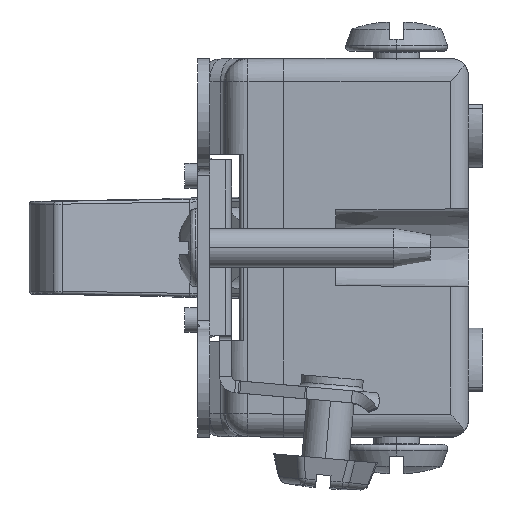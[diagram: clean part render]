
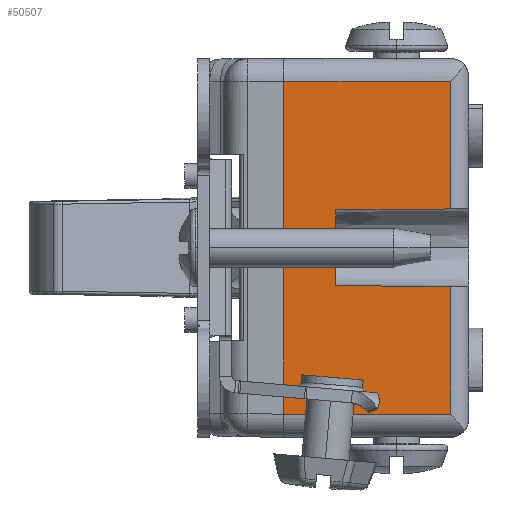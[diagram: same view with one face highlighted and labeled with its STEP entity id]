
A CAD part, left-side view. The second image highlights one B-rep face of the part: STEP entity #50507.
In plain terms, the highlighted planar face has unit normal (-1, 0, 0).
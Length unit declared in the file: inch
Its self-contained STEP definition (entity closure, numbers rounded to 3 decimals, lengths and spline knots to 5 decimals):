
#611 = ORIENTED_EDGE ( 'NONE', *, *, #39783, .F. ) ;
#1688 = CARTESIAN_POINT ( 'NONE',  ( -1.6495, -0.57782, 0. ) ) ;
#1896 = CARTESIAN_POINT ( 'NONE',  ( -1.6495, -0.18, 0.131 ) ) ;
#4088 = LINE ( 'NONE', #10535, #16004 ) ;
#4986 = ORIENTED_EDGE ( 'NONE', *, *, #28624, .T. ) ;
#6781 = EDGE_CURVE ( 'NONE', #43676, #15737, #36204, .T. ) ;
#7485 = DIRECTION ( 'NONE',  ( 0., 1., 0.009 ) ) ;
#9544 = VECTOR ( 'NONE', #22142, 39.37008 ) ;
#9774 = CARTESIAN_POINT ( 'NONE',  ( -1.6495, -0.18, -0.131 ) ) ;
#10046 = ORIENTED_EDGE ( 'NONE', *, *, #43865, .T. ) ;
#10535 = CARTESIAN_POINT ( 'NONE',  ( -1.6495, -0.31333, 0.576 ) ) ;
#11077 = CARTESIAN_POINT ( 'NONE',  ( -1.6495, -0.18, 0.131 ) ) ;
#12371 = CARTESIAN_POINT ( 'NONE',  ( -1.6495, -0.57782, -0.13447 ) ) ;
#12933 = CARTESIAN_POINT ( 'NONE',  ( -1.6495, -0.18, 0. ) ) ;
#13550 = ORIENTED_EDGE ( 'NONE', *, *, #36231, .T. ) ;
#13646 = CARTESIAN_POINT ( 'NONE',  ( -1.6495, -0.57782, -0.576 ) ) ;
#14439 = CARTESIAN_POINT ( 'NONE',  ( -1.6495, 0., -0.576 ) ) ;
#14715 = VERTEX_POINT ( 'NONE', #12371 ) ;
#15226 = DIRECTION ( 'NONE',  ( 0., 0., 1. ) ) ;
#15687 = CARTESIAN_POINT ( 'NONE',  ( -1.6495, -0.57782, -0.13447 ) ) ;
#15737 = VERTEX_POINT ( 'NONE', #11077 ) ;
#15830 = ORIENTED_EDGE ( 'NONE', *, *, #37033, .T. ) ;
#16004 = VECTOR ( 'NONE', #33981, 39.37008 ) ;
#16928 = DIRECTION ( 'NONE',  ( 0., 0., 1. ) ) ;
#18750 = AXIS2_PLACEMENT_3D ( 'NONE', #43008, #47074, #34465 ) ;
#19223 = CARTESIAN_POINT ( 'NONE',  ( -1.6495, -0.57782, 0.13447 ) ) ;
#21433 = LINE ( 'NONE', #1688, #46482 ) ;
#22142 = DIRECTION ( 'NONE',  ( 0., 0., 1. ) ) ;
#22312 = EDGE_CURVE ( 'NONE', #29264, #26985, #41418, .T. ) ;
#25157 = VECTOR ( 'NONE', #7485, 39.37008 ) ;
#25276 = DIRECTION ( 'NONE',  ( 0., -1., 0. ) ) ;
#26125 = CARTESIAN_POINT ( 'NONE',  ( -1.6495, 0., 0.576 ) ) ;
#26539 = VERTEX_POINT ( 'NONE', #19223 ) ;
#26985 = VERTEX_POINT ( 'NONE', #26125 ) ;
#28528 = LINE ( 'NONE', #1896, #30416 ) ;
#28600 = EDGE_LOOP ( 'NONE', ( #30302, #15830, #48996, #10046, #32100, #4986, #13550, #611 ) ) ;
#28624 = EDGE_CURVE ( 'NONE', #15737, #26539, #28528, .T. ) ;
#29264 = VERTEX_POINT ( 'NONE', #14439 ) ;
#29685 = DIRECTION ( 'NONE',  ( 0., 0., 1. ) ) ;
#30302 = ORIENTED_EDGE ( 'NONE', *, *, #22312, .F. ) ;
#30416 = VECTOR ( 'NONE', #37253, 39.37008 ) ;
#30731 = LINE ( 'NONE', #15687, #25157 ) ;
#32100 = ORIENTED_EDGE ( 'NONE', *, *, #6781, .T. ) ;
#32612 = EDGE_CURVE ( 'NONE', #40283, #14715, #21433, .T. ) ;
#33981 = DIRECTION ( 'NONE',  ( 0., -1., 0. ) ) ;
#34465 = DIRECTION ( 'NONE',  ( 0., 0., 1. ) ) ;
#36006 = VERTEX_POINT ( 'NONE', #49458 ) ;
#36204 = LINE ( 'NONE', #12933, #51845 ) ;
#36231 = EDGE_CURVE ( 'NONE', #26539, #36006, #46511, .T. ) ;
#37033 = EDGE_CURVE ( 'NONE', #29264, #40283, #46989, .T. ) ;
#37253 = DIRECTION ( 'NONE',  ( 0., -1., 0.009 ) ) ;
#37309 = CARTESIAN_POINT ( 'NONE',  ( -1.6495, -0.28891, -0.576 ) ) ;
#37708 = CARTESIAN_POINT ( 'NONE',  ( -1.6495, 0., 0. ) ) ;
#39783 = EDGE_CURVE ( 'NONE', #26985, #36006, #4088, .T. ) ;
#40283 = VERTEX_POINT ( 'NONE', #13646 ) ;
#41418 = LINE ( 'NONE', #37708, #9544 ) ;
#43008 = CARTESIAN_POINT ( 'NONE',  ( -1.6495, -0.57793, -0.57612 ) ) ;
#43676 = VERTEX_POINT ( 'NONE', #9774 ) ;
#43865 = EDGE_CURVE ( 'NONE', #14715, #43676, #30731, .T. ) ;
#45179 = VECTOR ( 'NONE', #15226, 39.37008 ) ;
#46354 = PLANE ( 'NONE',  #18750 ) ;
#46482 = VECTOR ( 'NONE', #29685, 39.37008 ) ;
#46511 = LINE ( 'NONE', #47057, #45179 ) ;
#46989 = LINE ( 'NONE', #37309, #50700 ) ;
#47057 = CARTESIAN_POINT ( 'NONE',  ( -1.6495, -0.57782, 0. ) ) ;
#47074 = DIRECTION ( 'NONE',  ( -1., 0., 0. ) ) ;
#47936 = FACE_OUTER_BOUND ( 'NONE', #28600, .T. ) ;
#48996 = ORIENTED_EDGE ( 'NONE', *, *, #32612, .T. ) ;
#49458 = CARTESIAN_POINT ( 'NONE',  ( -1.6495, -0.57782, 0.576 ) ) ;
#50507 = ADVANCED_FACE ( 'NONE', ( #47936 ), #46354, .T. ) ;
#50700 = VECTOR ( 'NONE', #25276, 39.37008 ) ;
#51845 = VECTOR ( 'NONE', #16928, 39.37008 ) ;
